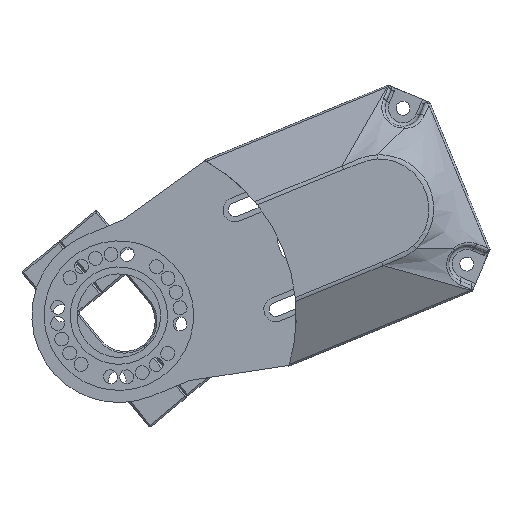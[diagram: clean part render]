
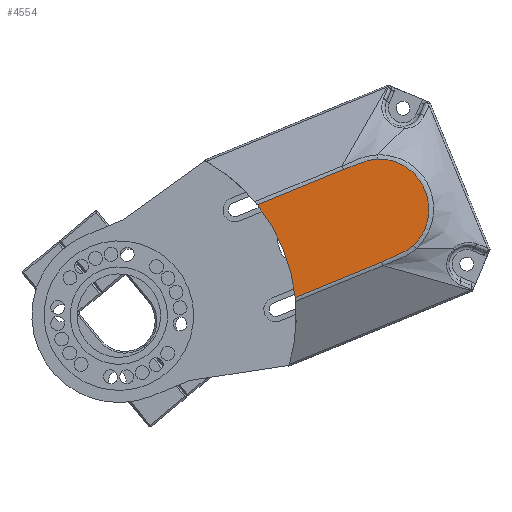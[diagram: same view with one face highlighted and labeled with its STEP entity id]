
A CAD part, front view. The second image highlights one B-rep face of the part: STEP entity #4554.
In plain terms, the highlighted face is planar.
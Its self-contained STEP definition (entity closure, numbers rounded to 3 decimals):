
#161=B_SPLINE_CURVE_WITH_KNOTS('',3,(#9080,#9081,#9082,#9083,#9084,#9085,
#9086,#9087,#9088),.UNSPECIFIED.,.F.,.F.,(4,2,1,1,1,4),(0.002,
0.426,0.488,0.549,0.673,
1.041),.UNSPECIFIED.);
#162=B_SPLINE_CURVE_WITH_KNOTS('',3,(#9090,#9091,#9092,#9093,#9094,#9095,
#9096,#9097,#9098,#9099),.UNSPECIFIED.,.F.,.F.,(4,1,1,1,1,1,1,4),(0.002,
0.494,0.987,1.479,1.972,2.465,
2.958,3.449),.UNSPECIFIED.);
#163=B_SPLINE_CURVE_WITH_KNOTS('',3,(#9100,#9101,#9102,#9103,#9104,#9105,
#9106,#9107,#9108,#9109,#9110,#9111,#9112,#9113,#9114,#9115,#9116),
 .UNSPECIFIED.,.F.,.F.,(4,1,1,1,1,1,1,1,1,2,1,1,1,4),(0.003,
0.248,0.371,0.386,0.402,0.432,
0.494,0.555,0.586,0.617,
0.66,0.702,0.787,1.041),
 .UNSPECIFIED.);
#453=CIRCLE('',#4962,51.);
#810=FACE_OUTER_BOUND('',#1146,.T.);
#1146=EDGE_LOOP('',(#4159,#4160,#4161,#4162,#4163,#4164));
#1496=LINE('',#9053,#1843);
#1497=LINE('',#9078,#1844);
#1843=VECTOR('',#6205,10.);
#1844=VECTOR('',#6208,10.);
#2182=VERTEX_POINT('',#7974);
#2183=VERTEX_POINT('',#7981);
#2242=VERTEX_POINT('',#9052);
#2243=VERTEX_POINT('',#9077);
#2244=VERTEX_POINT('',#9079);
#2245=VERTEX_POINT('',#9089);
#2782=EDGE_CURVE('',#2183,#2182,#453,.T.);
#2884=EDGE_CURVE('',#2183,#2242,#1496,.T.);
#2886=EDGE_CURVE('',#2243,#2182,#1497,.T.);
#2887=EDGE_CURVE('',#2244,#2243,#161,.T.);
#2888=EDGE_CURVE('',#2245,#2244,#162,.T.);
#2889=EDGE_CURVE('',#2242,#2245,#163,.T.);
#4159=ORIENTED_EDGE('',*,*,#2782,.T.);
#4160=ORIENTED_EDGE('',*,*,#2886,.F.);
#4161=ORIENTED_EDGE('',*,*,#2887,.F.);
#4162=ORIENTED_EDGE('',*,*,#2888,.F.);
#4163=ORIENTED_EDGE('',*,*,#2889,.F.);
#4164=ORIENTED_EDGE('',*,*,#2884,.F.);
#4296=PLANE('',#5003);
#4554=ADVANCED_FACE('',(#810),#4296,.T.);
#4962=AXIS2_PLACEMENT_3D('',#7982,#6093,#6094);
#5003=AXIS2_PLACEMENT_3D('',#9076,#6206,#6207);
#6093=DIRECTION('center_axis',(0.,0.,
-1.));
#6094=DIRECTION('ref_axis',(0.928,-0.373,0.));
#6205=DIRECTION('',(-0.928,0.373,0.));
#6206=DIRECTION('center_axis',(0.,0.,
1.));
#6207=DIRECTION('ref_axis',(-0.928,0.373,0.));
#6208=DIRECTION('',(0.928,-0.373,0.));
#7974=CARTESIAN_POINT('',(8.525,30.762,135.706));
#7981=CARTESIAN_POINT('',(-2.212,4.018,135.706));
#7982=CARTESIAN_POINT('Origin',(48.557,-0.836,135.706));
#9052=CARTESIAN_POINT('',(-27.092,14.006,135.706));
#9053=CARTESIAN_POINT('',(39.658,-12.79,135.706));
#9076=CARTESIAN_POINT('Origin',(18.295,11.313,135.706));
#9077=CARTESIAN_POINT('',(-16.356,40.75,135.706));
#9078=CARTESIAN_POINT('',(-6.125,36.643,135.706));
#9079=CARTESIAN_POINT('',(-26.285,43.676,135.706));
#9080=CARTESIAN_POINT('Ctrl Pts',(-26.285,43.676,135.706));
#9081=CARTESIAN_POINT('Ctrl Pts',(-24.873,43.615,135.706));
#9082=CARTESIAN_POINT('Ctrl Pts',(-23.454,43.34,135.706));
#9083=CARTESIAN_POINT('Ctrl Pts',(-21.93,42.794,135.706));
#9084=CARTESIAN_POINT('Ctrl Pts',(-21.544,42.656,135.706));
#9085=CARTESIAN_POINT('Ctrl Pts',(-20.772,42.377,135.706));
#9086=CARTESIAN_POINT('Ctrl Pts',(-19.04,41.748,135.706));
#9087=CARTESIAN_POINT('Ctrl Pts',(-17.505,41.18,135.706));
#9088=CARTESIAN_POINT('Ctrl Pts',(-16.356,40.75,135.706));
#9089=CARTESIAN_POINT('',(-36.289,18.758,135.706));
#9090=CARTESIAN_POINT('Ctrl Pts',(-36.289,18.758,135.706));
#9091=CARTESIAN_POINT('Ctrl Pts',(-37.493,19.869,135.706));
#9092=CARTESIAN_POINT('Ctrl Pts',(-39.502,22.528,135.706));
#9093=CARTESIAN_POINT('Ctrl Pts',(-40.954,27.313,135.706));
#9094=CARTESIAN_POINT('Ctrl Pts',(-40.705,32.307,135.706));
#9095=CARTESIAN_POINT('Ctrl Pts',(-38.844,36.942,135.706));
#9096=CARTESIAN_POINT('Ctrl Pts',(-35.572,40.722,135.706));
#9097=CARTESIAN_POINT('Ctrl Pts',(-31.214,43.175,135.706));
#9098=CARTESIAN_POINT('Ctrl Pts',(-27.923,43.706,135.706));
#9099=CARTESIAN_POINT('Ctrl Pts',(-26.285,43.676,135.706));
#9100=CARTESIAN_POINT('Ctrl Pts',(-27.092,14.006,135.706));
#9101=CARTESIAN_POINT('Ctrl Pts',(-27.842,14.328,135.706));
#9102=CARTESIAN_POINT('Ctrl Pts',(-28.968,14.815,135.706));
#9103=CARTESIAN_POINT('Ctrl Pts',(-30.14,15.327,135.706));
#9104=CARTESIAN_POINT('Ctrl Pts',(-30.609,15.533,135.706));
#9105=CARTESIAN_POINT('Ctrl Pts',(-30.797,15.615,135.706));
#9106=CARTESIAN_POINT('Ctrl Pts',(-31.126,15.76,135.706));
#9107=CARTESIAN_POINT('Ctrl Pts',(-31.595,15.967,135.706));
#9108=CARTESIAN_POINT('Ctrl Pts',(-32.064,16.175,135.706));
#9109=CARTESIAN_POINT('Ctrl Pts',(-32.439,16.342,135.706));
#9110=CARTESIAN_POINT('Ctrl Pts',(-32.626,16.425,135.706));
#9111=CARTESIAN_POINT('Ctrl Pts',(-32.85,16.525,135.706));
#9112=CARTESIAN_POINT('Ctrl Pts',(-33.108,16.645,135.706));
#9113=CARTESIAN_POINT('Ctrl Pts',(-33.617,16.901,135.706));
#9114=CARTESIAN_POINT('Ctrl Pts',(-34.732,17.526,135.706));
#9115=CARTESIAN_POINT('Ctrl Pts',(-35.653,18.2,135.706));
#9116=CARTESIAN_POINT('Ctrl Pts',(-36.289,18.758,135.706));
